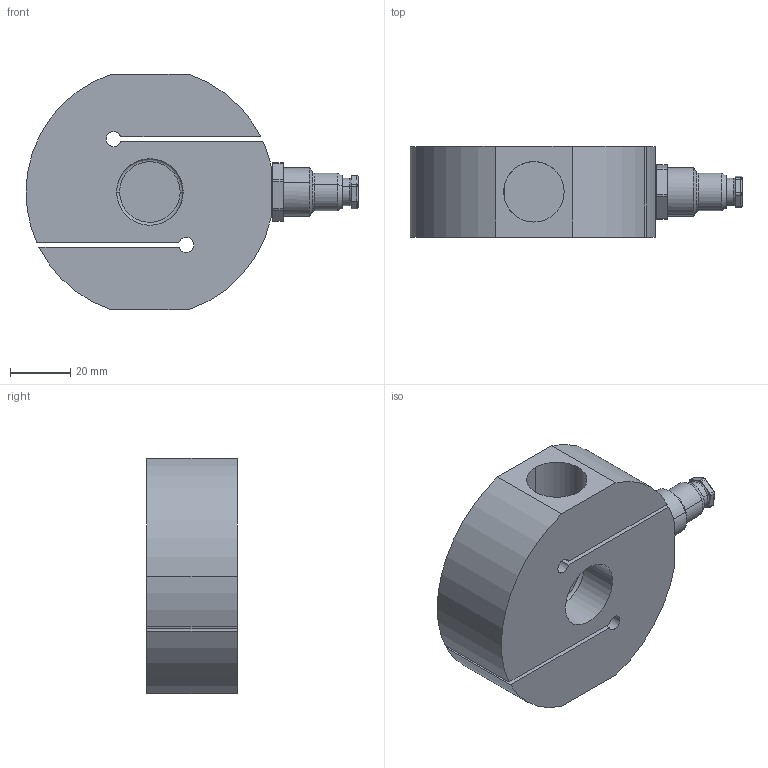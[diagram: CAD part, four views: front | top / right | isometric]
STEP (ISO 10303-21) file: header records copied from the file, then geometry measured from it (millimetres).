
FILE_DESCRIPTION (( 'STEP AP214' ), '1' );
FILE_NAME ('CTL2500.STEP', '2024-11-05T14:10:17', ( '' ), ( '' ), 'SwSTEP 2.0', 'SolidWorks 2021', '' );
FILE_SCHEMA (( 'AUTOMOTIVE_DESIGN' ));
Length unit declared in the file: inch
Products named in the file (1): CTL2500
Bounding box: 109.87 x 30 x 78 mm (x, y, z)
Volume: 129366.3 mm3; surface area: 29648.6 mm2
Topology: 2 solids, 2 shells, 102 faces, 248 edges, 157 vertices
Faces by surface type: cylinder 51, plane 32, bspline 17, cone 2
Entity records: 4117 total; most frequent: CARTESIAN_POINT 1667, DIRECTION 514, ORIENTED_EDGE 496, EDGE_CURVE 248, AXIS2_PLACEMENT_3D 200, VERTEX_POINT 157, VECTOR 114, CIRCLE 114
